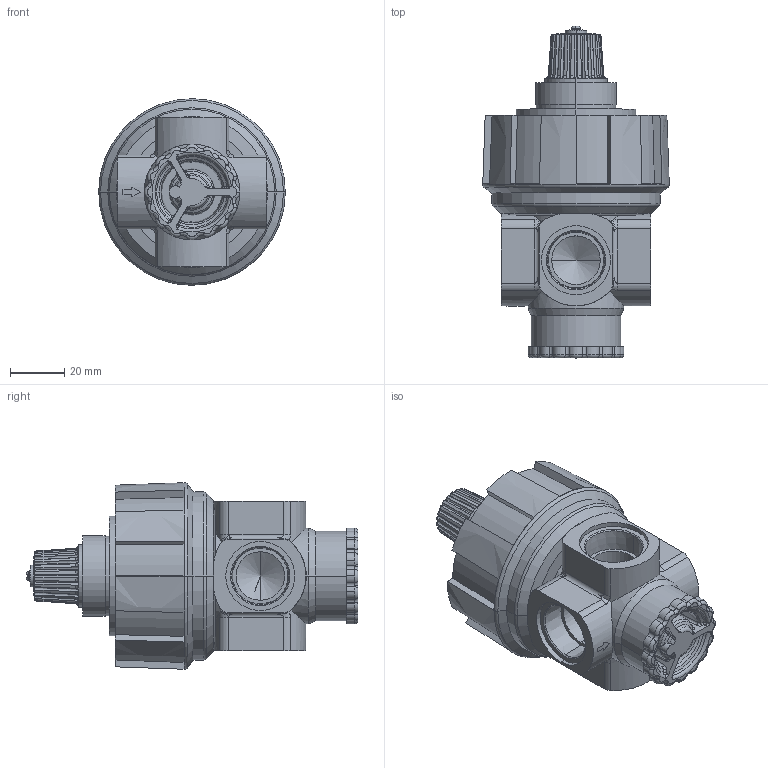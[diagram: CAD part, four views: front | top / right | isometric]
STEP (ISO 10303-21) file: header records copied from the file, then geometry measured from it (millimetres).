
FILE_DESCRIPTION (( 'STEP AP214' ), '1' );
FILE_NAME ('Norgren-R24-400-RNCA.step', '2019-01-31T14:45:00', ( '' ), ( '' ), 'SwSTEP 2.0', 'SolidWorks 2019', '' );
FILE_SCHEMA (( 'AUTOMOTIVE_DESIGN' ));
Length unit declared in the file: millimetre
Products named in the file (8): Norgren-R24-400-RNCA; Norgren-R24-400-RNCA_R24US_Plug1; Norgren-R24-400-RNCA_R24US_Body-Regulator1_1-2 PTF; Norgren-R24-400-RNCA_R24US_Cap_BUTTON; Norgren-R24-400-RNCA_R24US_Screw-knob; Norgren-R24-400-RNCA_R24US_Knob; Norgren-R24-400-RNCA_R24US_Button; Norgren-R24-400-RNCA_R24US_Washer-Split
Assembly tree (7 placements, depth 2):
  Norgren-R24-400-RNCA
    Norgren-R24-400-RNCA_R24US_Body-Regulator1_1-2 PTF
    Norgren-R24-400-RNCA_R24US_Washer-Split
    Norgren-R24-400-RNCA_R24US_Cap_BUTTON
    Norgren-R24-400-RNCA_R24US_Knob
    Norgren-R24-400-RNCA_R24US_Button
    Norgren-R24-400-RNCA_R24US_Screw-knob
    Norgren-R24-400-RNCA_R24US_Plug1
Bounding box: 68.62 x 122.13 x 68.62 mm (x, y, z)
Volume: 178098 mm3; surface area: 50388.1 mm2
Topology: 7 solids, 7 shells, 658 faces, 1688 edges, 1064 vertices
Faces by surface type: plane 193, cylinder 150, bspline 146, cone 88, torus 77, sphere 4
Entity records: 25149 total; most frequent: CARTESIAN_POINT 9143, ORIENTED_EDGE 3356, DIRECTION 2916, EDGE_CURVE 1678, AXIS2_PLACEMENT_3D 1213, VERTEX_POINT 1064, EDGE_LOOP 694, CIRCLE 691
